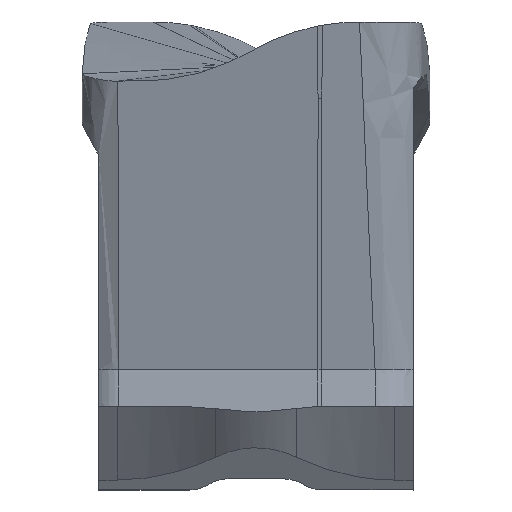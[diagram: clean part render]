
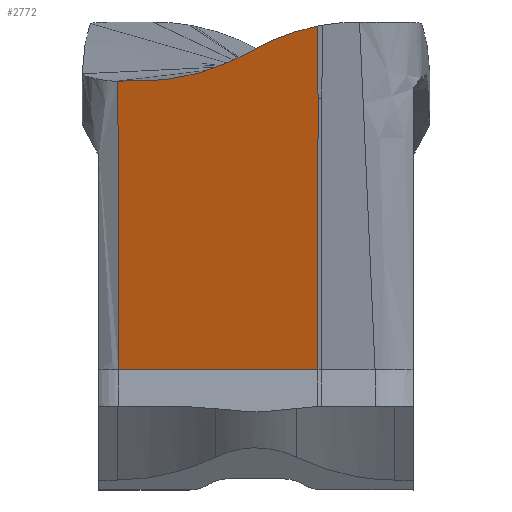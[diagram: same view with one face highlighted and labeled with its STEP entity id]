
A CAD part, left-side view. The second image highlights one B-rep face of the part: STEP entity #2772.
In plain terms, the highlighted planar face has unit normal (-0.966, 0.03, -0.259).
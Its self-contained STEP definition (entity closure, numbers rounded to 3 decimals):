
#18=CARTESIAN_POINT('',(-8.895,7.983,5.35));
#19=CARTESIAN_POINT('',(-8.897,7.923,5.35));
#20=CARTESIAN_POINT('',(-8.901,7.805,5.35));
#21=CARTESIAN_POINT('',(-8.907,7.626,5.35));
#22=CARTESIAN_POINT('',(-8.912,7.448,5.35));
#23=CARTESIAN_POINT('',(-8.92,7.211,5.35));
#24=CARTESIAN_POINT('',(-8.933,6.914,5.365));
#25=CARTESIAN_POINT('',(-8.954,6.561,5.404));
#26=CARTESIAN_POINT('',(-8.981,6.21,5.464));
#27=CARTESIAN_POINT('',(-9.014,5.864,5.545));
#28=CARTESIAN_POINT('',(-9.051,5.525,5.647));
#29=CARTESIAN_POINT('',(-9.094,5.192,5.768));
#30=CARTESIAN_POINT('',(-9.134,4.922,5.885));
#31=CARTESIAN_POINT('',(-9.168,4.711,5.988));
#32=CARTESIAN_POINT('',(-9.191,4.581,6.057));
#33=CARTESIAN_POINT('',(-9.209,4.478,6.114));
#34=CARTESIAN_POINT('',(-9.223,4.402,6.158));
#35=CARTESIAN_POINT('',(-9.237,4.326,6.201));
#36=CARTESIAN_POINT('',(-9.256,4.223,6.258));
#37=CARTESIAN_POINT('',(-9.278,4.092,6.325));
#38=CARTESIAN_POINT('',(-9.312,3.88,6.427));
#39=CARTESIAN_POINT('',(-9.351,3.61,6.543));
#40=CARTESIAN_POINT('',(-9.394,3.276,6.663));
#41=CARTESIAN_POINT('',(-9.431,2.936,6.763));
#42=CARTESIAN_POINT('',(-9.452,2.705,6.815));
#43=CARTESIAN_POINT('',(-9.462,2.589,6.838));
#49=DIRECTION('',(0.259,0.001,-0.966));
#50=VECTOR('',#49,7.603);
#51=CARTESIAN_POINT('',(-8.941,2.573,4.893));
#52=LINE('',#51,#50);
#56=CARTESIAN_POINT('',(-6.805,7.966,-2.45));
#57=CARTESIAN_POINT('',(-6.823,7.966,-2.383));
#58=CARTESIAN_POINT('',(-7.18,7.968,-1.05));
#59=CARTESIAN_POINT('',(-7.764,7.974,1.128));
#60=CARTESIAN_POINT('',(-8.443,7.979,3.661));
#61=CARTESIAN_POINT('',(-8.782,7.982,4.928));
#62=CARTESIAN_POINT('',(-8.895,7.983,5.35));
#157=DIRECTION('',(-0.031,-1.,0.));
#158=VECTOR('',#157,5.388);
#159=CARTESIAN_POINT('',(-6.805,7.966,-2.45));
#160=LINE('',#159,#158);
#1326=DIRECTION('',(-0.259,0.008,0.966));
#1327=VECTOR('',#1326,2.014);
#1328=CARTESIAN_POINT('',(-8.941,2.573,4.893));
#1329=LINE('',#1328,#1327);
#2479=CARTESIAN_POINT('',(-8.941,2.573,4.893));
#2480=CARTESIAN_POINT('',(-6.972,2.581,
-2.45));
#2481=VERTEX_POINT('',#2479);
#2482=VERTEX_POINT('',#2480);
#2483=CARTESIAN_POINT('',(-6.805,7.966,
-2.45));
#2484=VERTEX_POINT('',#2483);
#2719=VERTEX_POINT('',#18);
#2720=VERTEX_POINT('',#43);
#2755=CARTESIAN_POINT('',(-9.412,5.167,6.95));
#2756=DIRECTION('',(0.965,-0.03,0.259));
#2757=DIRECTION('',(-0.031,-1.,0.));
#2758=AXIS2_PLACEMENT_3D('',#2755,#2756,#2757);
#2759=PLANE('',#2758);
#2761=ORIENTED_EDGE('',*,*,#2760,.T.);
#2763=ORIENTED_EDGE('',*,*,#2762,.F.);
#2765=ORIENTED_EDGE('',*,*,#2764,.T.);
#2767=ORIENTED_EDGE('',*,*,#2766,.F.);
#2769=ORIENTED_EDGE('',*,*,#2768,.T.);
#2770=EDGE_LOOP('',(#2761,#2763,#2765,#2767,#2769));
#2771=FACE_OUTER_BOUND('',#2770,.F.);
#44=B_SPLINE_CURVE_WITH_KNOTS('',3,(#18,#19,#20,#21,#22,#23,#24,#25,#26,#27,#28,
#29,#30,#31,#32,#33,#34,#35,#36,#37,#38,#39,#40,#41,#42,#43),.UNSPECIFIED.,.F.,
.F.,(4,1,1,1,1,1,1,1,1,1,1,1,1,1,1,1,1,1,1,1,1,1,1,4),(0.,0.031,0.063,
0.094,0.125,0.188,0.25,0.313,0.375,0.438,0.5,0.563,
0.594,0.625,0.641,0.656,0.672,0.688,0.719,0.75,
0.813,0.875,0.938,1.),.UNSPECIFIED.);
#63=B_SPLINE_CURVE_WITH_KNOTS('',3,(#56,#57,#58,#59,#60,#61,#62),.UNSPECIFIED.,
.F.,.F.,(4,1,1,1,4),(0.,0.026,0.513,0.838,
1.),.UNSPECIFIED.);
#2760=EDGE_CURVE('',#2719,#2720,#44,.T.);
#2762=EDGE_CURVE('',#2481,#2720,#1329,.T.);
#2764=EDGE_CURVE('',#2481,#2482,#52,.T.);
#2766=EDGE_CURVE('',#2484,#2482,#160,.T.);
#2768=EDGE_CURVE('',#2484,#2719,#63,.T.);
#2772=ADVANCED_FACE('',(#2771),#2759,.F.);
